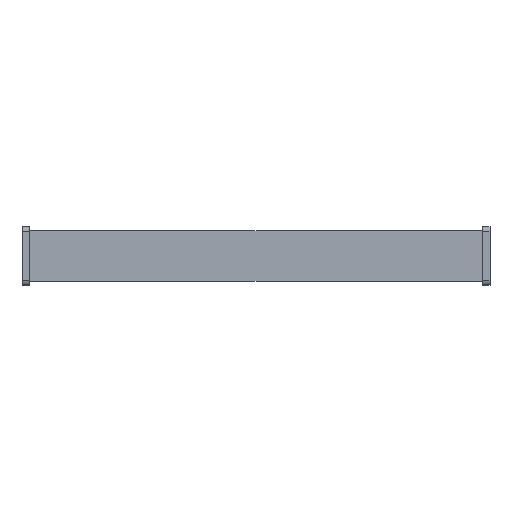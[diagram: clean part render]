
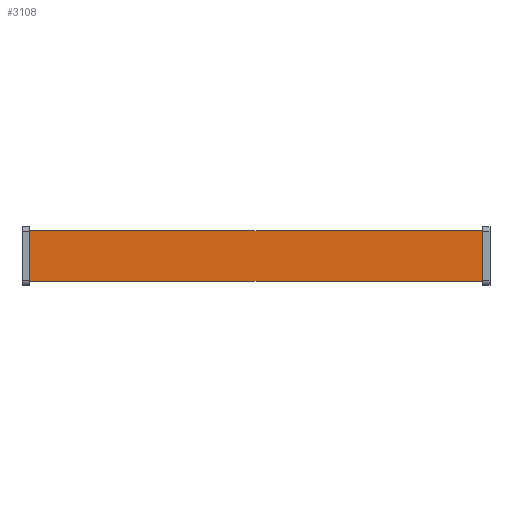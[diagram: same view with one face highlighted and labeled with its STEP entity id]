
A CAD part, front view. The second image highlights one B-rep face of the part: STEP entity #3108.
In plain terms, the highlighted planar face has unit normal (0, -1, 0).
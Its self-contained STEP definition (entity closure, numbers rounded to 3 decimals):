
#31 = CARTESIAN_POINT ( 'NONE',  ( -590., -35., 32.5 ) ) ;
#69 = DIRECTION ( 'NONE',  ( 0., 1., 0. ) ) ;
#74 = CARTESIAN_POINT ( 'NONE',  ( -10., -35., -32.5 ) ) ;
#294 = CARTESIAN_POINT ( 'NONE',  ( -10., -35., 32.5 ) ) ;
#315 = VERTEX_POINT ( 'NONE', #1787 ) ;
#414 = ORIENTED_EDGE ( 'NONE', *, *, #3327, .F. ) ;
#487 = FACE_OUTER_BOUND ( 'NONE', #2445, .T. ) ;
#553 = VECTOR ( 'NONE', #1122, 1000. ) ;
#608 = CARTESIAN_POINT ( 'NONE',  ( -590., -35., -32.5 ) ) ;
#611 = DIRECTION ( 'NONE',  ( 0., 0., 1. ) ) ;
#900 = VERTEX_POINT ( 'NONE', #294 ) ;
#984 = ORIENTED_EDGE ( 'NONE', *, *, #3398, .T. ) ;
#1122 = DIRECTION ( 'NONE',  ( 1., 0., 0. ) ) ;
#1209 = LINE ( 'NONE', #2565, #553 ) ;
#1297 = LINE ( 'NONE', #2182, #2467 ) ;
#1527 = CARTESIAN_POINT ( 'NONE',  ( -590., -35., -32.5 ) ) ;
#1611 = DIRECTION ( 'NONE',  ( 1., 0., 0. ) ) ;
#1718 = DIRECTION ( 'NONE',  ( 0., 0., 1. ) ) ;
#1787 = CARTESIAN_POINT ( 'NONE',  ( -10., -35., -32.5 ) ) ;
#1788 = EDGE_CURVE ( 'NONE', #2674, #900, #1209, .T. ) ;
#1803 = ORIENTED_EDGE ( 'NONE', *, *, #1788, .F. ) ;
#1876 = VECTOR ( 'NONE', #611, 1000. ) ;
#1997 = VERTEX_POINT ( 'NONE', #2950 ) ;
#2006 = DIRECTION ( 'NONE',  ( 0., 0., 1. ) ) ;
#2089 = LINE ( 'NONE', #1527, #2955 ) ;
#2133 = EDGE_CURVE ( 'NONE', #1997, #315, #1297, .T. ) ;
#2182 = CARTESIAN_POINT ( 'NONE',  ( -590., -35., -32.5 ) ) ;
#2260 = LINE ( 'NONE', #74, #1876 ) ;
#2266 = PLANE ( 'NONE',  #3197 ) ;
#2445 = EDGE_LOOP ( 'NONE', ( #984, #1803, #414, #3442 ) ) ;
#2467 = VECTOR ( 'NONE', #1611, 1000. ) ;
#2565 = CARTESIAN_POINT ( 'NONE',  ( -590., -35., 32.5 ) ) ;
#2674 = VERTEX_POINT ( 'NONE', #31 ) ;
#2950 = CARTESIAN_POINT ( 'NONE',  ( -590., -35., -32.5 ) ) ;
#2955 = VECTOR ( 'NONE', #1718, 1000. ) ;
#3108 = ADVANCED_FACE ( 'NONE', ( #487 ), #2266, .F. ) ;
#3197 = AXIS2_PLACEMENT_3D ( 'NONE', #608, #69, #2006 ) ;
#3327 = EDGE_CURVE ( 'NONE', #1997, #2674, #2089, .T. ) ;
#3398 = EDGE_CURVE ( 'NONE', #315, #900, #2260, .T. ) ;
#3442 = ORIENTED_EDGE ( 'NONE', *, *, #2133, .T. ) ;
